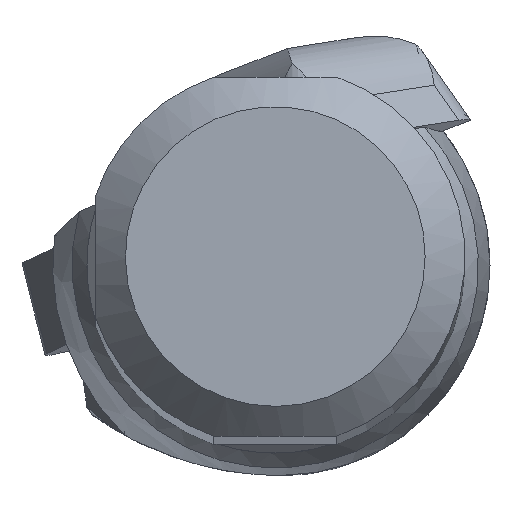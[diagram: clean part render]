
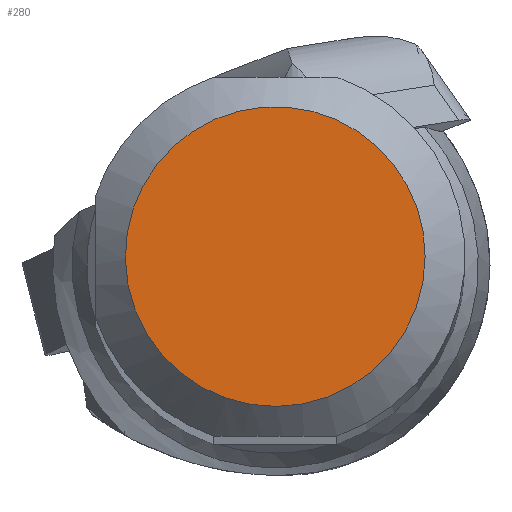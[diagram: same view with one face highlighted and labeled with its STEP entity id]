
A CAD part, top view. The second image highlights one B-rep face of the part: STEP entity #280.
In plain terms, the highlighted planar face has unit normal (0, 0, 1).
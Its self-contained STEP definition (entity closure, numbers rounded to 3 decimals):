
#206=FACE_OUTER_BOUND('',#645,.T.);
#280=ADVANCED_FACE('CU_SU_BP3',(#206),#343,.T.);
#343=PLANE('',#1607);
#645=EDGE_LOOP('',(#839));
#839=ORIENTED_EDGE('',*,*,#1344,.T.);
#1186=VERTEX_POINT('',#2397);
#1344=EDGE_CURVE('',#1186,#1186,#1473,.T.);
#1473=CIRCLE('',#1606,7.516);
#1606=AXIS2_PLACEMENT_3D('',#2396,#1870,#1871);
#1607=AXIS2_PLACEMENT_3D('',#2398,#1872,#1873);
#1870=DIRECTION('',(0.,0.,1.));
#1871=DIRECTION('',(1.,0.,0.));
#1872=DIRECTION('',(0.,0.,1.));
#1873=DIRECTION('',(1.,0.,0.));
#2396=CARTESIAN_POINT('',(0.,0.,0.));
#2397=CARTESIAN_POINT('',(7.516,0.,0.));
#2398=CARTESIAN_POINT('',(0.,0.,
0.));
